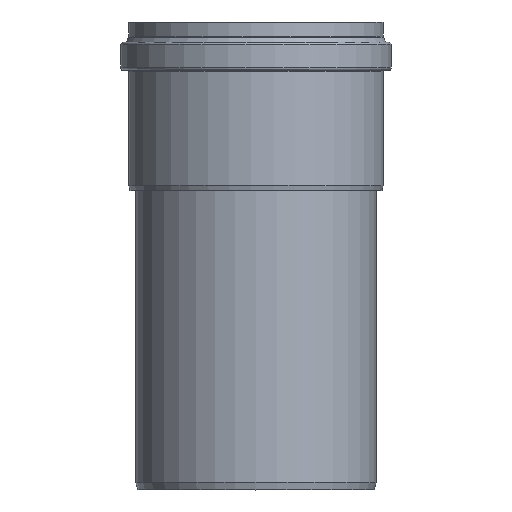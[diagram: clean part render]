
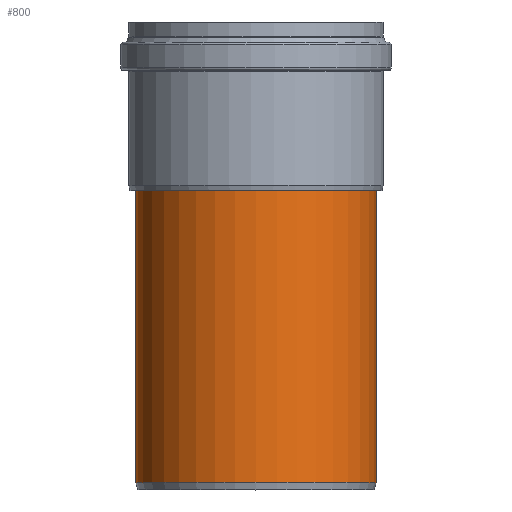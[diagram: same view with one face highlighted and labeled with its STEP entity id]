
A CAD part, top view. The second image highlights one B-rep face of the part: STEP entity #800.
In plain terms, the highlighted cylindrical face has radius 200 mm (diameter 400 mm), a full revolution.
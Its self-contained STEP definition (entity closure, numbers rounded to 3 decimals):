
#83=FACE_BOUND('',#259,.T.);
#84=FACE_BOUND('',#260,.T.);
#160=CYLINDRICAL_SURFACE('',#880,200.);
#181=FACE_OUTER_BOUND('',#258,.T.);
#258=EDGE_LOOP('',(#647));
#259=EDGE_LOOP('',(#648));
#260=EDGE_LOOP('',(#649));
#409=B_SPLINE_CURVE_WITH_KNOTS('',3,(#1617,#1618,#1619,#1620,#1621,#1622,
#1623,#1624,#1625,#1626,#1627,#1628,#1629,#1630,#1631,#1632,#1633,#1634,
#1635,#1636,#1637,#1638,#1639,#1640,#1641,#1642,#1643,#1644,#1645,#1646,
#1647,#1648,#1649,#1650),.UNSPECIFIED.,.T.,.F.,(4,1,1,1,1,1,1,1,1,1,1,1,
1,1,1,1,1,1,1,1,1,1,1,1,1,1,1,1,1,1,1,4),(-74.87,-72.196,
-69.522,-66.848,-64.175,-60.609,
-58.827,-56.153,-53.479,-51.696,
-49.914,-48.131,-46.348,-44.566,
-42.783,-39.218,-35.653,-32.087,
-28.522,-26.739,-24.957,-23.174,
-21.392,-19.609,-17.826,-16.044,
-14.261,-10.696,-8.022,-5.348,
-2.674,0.),.UNSPECIFIED.);
#413=CIRCLE('',#881,200.);
#414=CIRCLE('',#882,200.);
#486=VERTEX_POINT('',#1580);
#489=VERTEX_POINT('',#1655);
#490=VERTEX_POINT('',#1657);
#565=EDGE_CURVE('',#486,#486,#409,.T.);
#567=EDGE_CURVE('',#489,#489,#413,.T.);
#568=EDGE_CURVE('',#490,#490,#414,.T.);
#647=ORIENTED_EDGE('',*,*,#567,.T.);
#648=ORIENTED_EDGE('',*,*,#568,.F.);
#649=ORIENTED_EDGE('',*,*,#565,.F.);
#800=ADVANCED_FACE('',(#181,#83,#84),#160,.T.);
#880=AXIS2_PLACEMENT_3D('',#1654,#1039,#1040);
#881=AXIS2_PLACEMENT_3D('',#1656,#1041,#1042);
#882=AXIS2_PLACEMENT_3D('',#1658,#1043,#1044);
#1039=DIRECTION('center_axis',(0.,-1.,0.));
#1040=DIRECTION('ref_axis',(1.,0.,0.));
#1041=DIRECTION('center_axis',(0.,-1.,0.));
#1042=DIRECTION('ref_axis',(1.,0.,0.));
#1043=DIRECTION('center_axis',(0.,-1.,0.));
#1044=DIRECTION('ref_axis',(1.,0.,0.));
#1580=CARTESIAN_POINT('',(101.079,308.252,-172.578));
#1617=CARTESIAN_POINT('Ctrl Pts',(101.079,308.252,-172.578));
#1618=CARTESIAN_POINT('Ctrl Pts',(100.986,298.805,-172.632));
#1619=CARTESIAN_POINT('Ctrl Pts',(99.493,279.912,-173.516));
#1620=CARTESIAN_POINT('Ctrl Pts',(92.145,252.669,-177.633));
#1621=CARTESIAN_POINT('Ctrl Pts',(78.499,228.483,-184.247));
#1622=CARTESIAN_POINT('Ctrl Pts',(56.249,207.542,-192.609));
#1623=CARTESIAN_POINT('Ctrl Pts',(30.428,196.56,-198.354));
#1624=CARTESIAN_POINT('Ctrl Pts',(2.566,192.753,-200.443));
#1625=CARTESIAN_POINT('Ctrl Pts',(-22.543,194.648,-199.383));
#1626=CARTESIAN_POINT('Ctrl Pts',(-45.993,202.907,-195.018));
#1627=CARTESIAN_POINT('Ctrl Pts',(-63.838,214.624,-189.734));
#1628=CARTESIAN_POINT('Ctrl Pts',(-76.74,227.522,-184.832));
#1629=CARTESIAN_POINT('Ctrl Pts',(-86.856,242.831,-180.24));
#1630=CARTESIAN_POINT('Ctrl Pts',(-94.106,259.923,-176.516));
#1631=CARTESIAN_POINT('Ctrl Pts',(-98.692,278.115,-173.969));
#1632=CARTESIAN_POINT('Ctrl Pts',(-101.714,303.12,-172.205));
#1633=CARTESIAN_POINT('Ctrl Pts',(-100.671,334.755,-172.83));
#1634=CARTESIAN_POINT('Ctrl Pts',(-93.788,371.779,-176.752));
#1635=CARTESIAN_POINT('Ctrl Pts',(-81.961,407.228,-182.652));
#1636=CARTESIAN_POINT('Ctrl Pts',(-67.711,434.769,-188.435));
#1637=CARTESIAN_POINT('Ctrl Pts',(-52.861,454.546,-193.026));
#1638=CARTESIAN_POINT('Ctrl Pts',(-39.619,467.59,-196.218));
#1639=CARTESIAN_POINT('Ctrl Pts',(-23.923,477.78,-198.811));
#1640=CARTESIAN_POINT('Ctrl Pts',(-5.761,483.178,-200.219));
#1641=CARTESIAN_POINT('Ctrl Pts',(13.231,481.766,-199.848));
#1642=CARTESIAN_POINT('Ctrl Pts',(30.479,474.165,-197.881));
#1643=CARTESIAN_POINT('Ctrl Pts',(45.168,462.673,-194.998));
#1644=CARTESIAN_POINT('Ctrl Pts',(61.629,444.183,-190.559));
#1645=CARTESIAN_POINT('Ctrl Pts',(75.837,420.141,-185.259));
#1646=CARTESIAN_POINT('Ctrl Pts',(87.521,391.428,-179.93));
#1647=CARTESIAN_POINT('Ctrl Pts',(95.194,364.415,-175.938));
#1648=CARTESIAN_POINT('Ctrl Pts',(100.048,336.593,-173.19));
#1649=CARTESIAN_POINT('Ctrl Pts',(101.171,317.699,-172.523));
#1650=CARTESIAN_POINT('Ctrl Pts',(101.079,308.252,-172.578));
#1654=CARTESIAN_POINT('Origin',(0.,304.45,0.));
#1655=CARTESIAN_POINT('',(200.,596.9,0.));
#1656=CARTESIAN_POINT('Origin',(0.,596.9,0.));
#1657=CARTESIAN_POINT('',(200.,12.,0.));
#1658=CARTESIAN_POINT('Origin',(0.,12.,0.));
